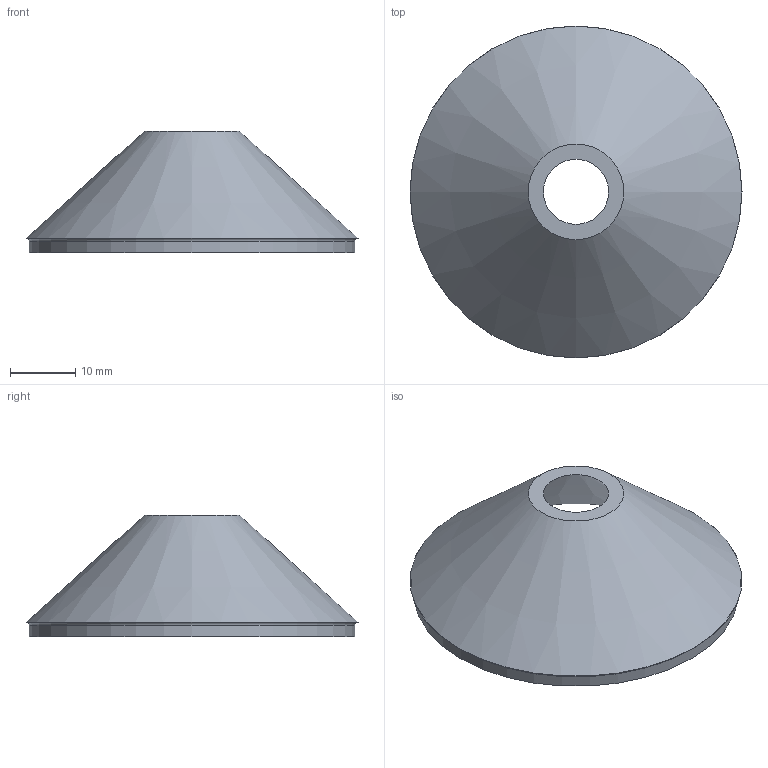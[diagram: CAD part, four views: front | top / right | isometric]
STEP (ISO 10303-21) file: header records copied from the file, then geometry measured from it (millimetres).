
FILE_DESCRIPTION(('FreeCAD Model'),'2;1');
FILE_NAME('Open CASCADE Shape Model','2025-03-20T20:39:54',(''),(''), 'Open CASCADE STEP processor 7.8','FreeCAD','Unknown');
FILE_SCHEMA(('AUTOMOTIVE_DESIGN { 1 0 10303 214 1 1 1 1 }'));
Length unit declared in the file: millimetre
Products named in the file (1): FrontBearingPusher
Bounding box: 51 x 51 x 18.61 mm (x, y, z)
Volume: 5980.6 mm3; surface area: 5589.7 mm2
Topology: 1 solids, 1 shells, 7 faces, 11 edges, 7 vertices
Faces by surface type: plane 3, cone 2, cylinder 1, torus 1
Full cylindrical faces by diameter (mm): 50 x1
Entity records: 340 total; most frequent: CARTESIAN_POINT 60, DIRECTION 55, ORIENTED_EDGE 22, PCURVE 22, DEFINITIONAL_REPRESENTATION 22, LINE 19, VECTOR 19, AXIS2_PLACEMENT_3D 16
